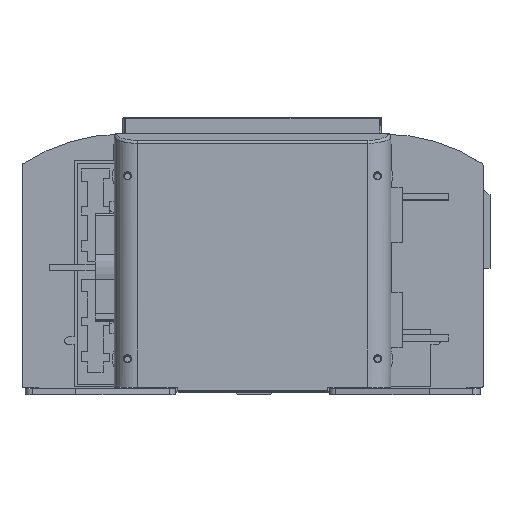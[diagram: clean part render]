
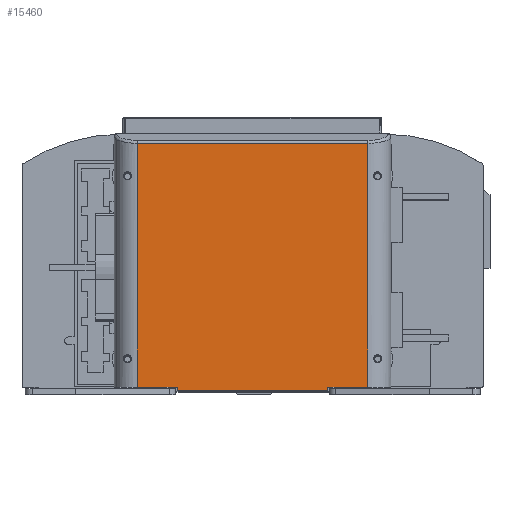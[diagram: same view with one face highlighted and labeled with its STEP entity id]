
A CAD part, top view. The second image highlights one B-rep face of the part: STEP entity #15460.
In plain terms, the highlighted face is planar.
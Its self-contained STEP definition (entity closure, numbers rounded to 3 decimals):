
#14614=DIRECTION('',(0.,-1.,0.));
#14615=VECTOR('',#14614,158.673);
#14616=CARTESIAN_POINT('',(16.,80.673,75.));
#14617=LINE('',#14616,#14615);
#14618=DIRECTION('',(0.,0.,1.));
#14619=VECTOR('',#14618,150.);
#14620=CARTESIAN_POINT('',(16.,80.673,-75.));
#14621=LINE('',#14620,#14619);
#14622=DIRECTION('',(0.,1.,0.));
#14623=VECTOR('',#14622,158.673);
#14624=CARTESIAN_POINT('',(16.,-78.,-75.));
#14625=LINE('',#14624,#14623);
#14626=DIRECTION('',(0.,0.,-1.));
#14627=VECTOR('',#14626,26.);
#14628=CARTESIAN_POINT('',(16.,-78.,-49.));
#14629=LINE('',#14628,#14627);
#14630=DIRECTION('',(0.,1.,0.));
#14631=VECTOR('',#14630,2.);
#14632=CARTESIAN_POINT('',(16.,-80.,-49.));
#14633=LINE('',#14632,#14631);
#14634=DIRECTION('',(0.,0.,-1.));
#14635=VECTOR('',#14634,98.);
#14636=CARTESIAN_POINT('',(16.,-80.,49.));
#14637=LINE('',#14636,#14635);
#14638=DIRECTION('',(0.,-1.,0.));
#14639=VECTOR('',#14638,2.);
#14640=CARTESIAN_POINT('',(16.,-78.,49.));
#14641=LINE('',#14640,#14639);
#14642=DIRECTION('',(0.,0.,-1.));
#14643=VECTOR('',#14642,26.);
#14644=CARTESIAN_POINT('',(16.,-78.,75.));
#14645=LINE('',#14644,#14643);
#15285=CARTESIAN_POINT('',(16.,-78.,49.));
#15286=CARTESIAN_POINT('',(16.,-80.,49.));
#15287=VERTEX_POINT('',#15285);
#15288=VERTEX_POINT('',#15286);
#15289=CARTESIAN_POINT('',(16.,-80.,-49.));
#15290=VERTEX_POINT('',#15289);
#15291=CARTESIAN_POINT('',(16.,-78.,-49.));
#15292=VERTEX_POINT('',#15291);
#15299=CARTESIAN_POINT('',(16.,-78.,75.));
#15301=VERTEX_POINT('',#15299);
#15305=CARTESIAN_POINT('',(16.,80.673,75.));
#15306=VERTEX_POINT('',#15305);
#15314=CARTESIAN_POINT('',(16.,-78.,-75.));
#15315=VERTEX_POINT('',#15314);
#15316=CARTESIAN_POINT('',(16.,80.673,-75.));
#15317=VERTEX_POINT('',#15316);
#15439=CARTESIAN_POINT('',(16.,0.,0.));
#15440=DIRECTION('',(1.,0.,0.));
#15441=DIRECTION('',(0.,0.,-1.));
#15442=AXIS2_PLACEMENT_3D('',#15439,#15440,#15441);
#15443=PLANE('',#15442);
#15444=ORIENTED_EDGE('',*,*,#15407,.F.);
#15446=ORIENTED_EDGE('',*,*,#15445,.F.);
#15448=ORIENTED_EDGE('',*,*,#15447,.F.);
#15450=ORIENTED_EDGE('',*,*,#15449,.F.);
#15452=ORIENTED_EDGE('',*,*,#15451,.F.);
#15454=ORIENTED_EDGE('',*,*,#15453,.F.);
#15456=ORIENTED_EDGE('',*,*,#15455,.F.);
#15457=ORIENTED_EDGE('',*,*,#15429,.F.);
#15458=EDGE_LOOP('',(#15444,#15446,#15448,#15450,#15452,#15454,#15456,#15457));
#15459=FACE_OUTER_BOUND('',#15458,.F.);
#15407=EDGE_CURVE('',#15306,#15301,#14617,.T.);
#15429=EDGE_CURVE('',#15301,#15287,#14645,.T.);
#15445=EDGE_CURVE('',#15317,#15306,#14621,.T.);
#15447=EDGE_CURVE('',#15315,#15317,#14625,.T.);
#15449=EDGE_CURVE('',#15292,#15315,#14629,.T.);
#15451=EDGE_CURVE('',#15290,#15292,#14633,.T.);
#15453=EDGE_CURVE('',#15288,#15290,#14637,.T.);
#15455=EDGE_CURVE('',#15287,#15288,#14641,.T.);
#15460=ADVANCED_FACE('',(#15459),#15443,.T.);
